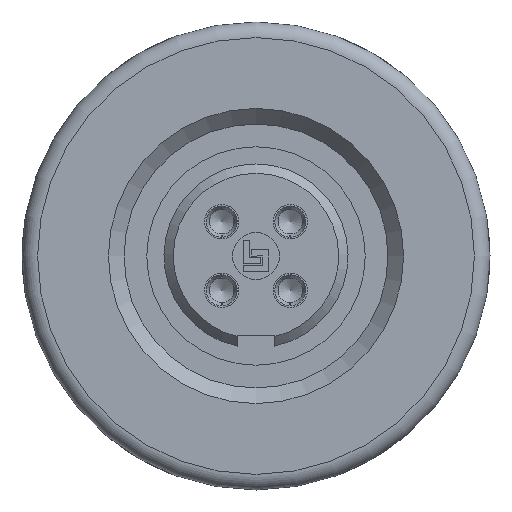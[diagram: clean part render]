
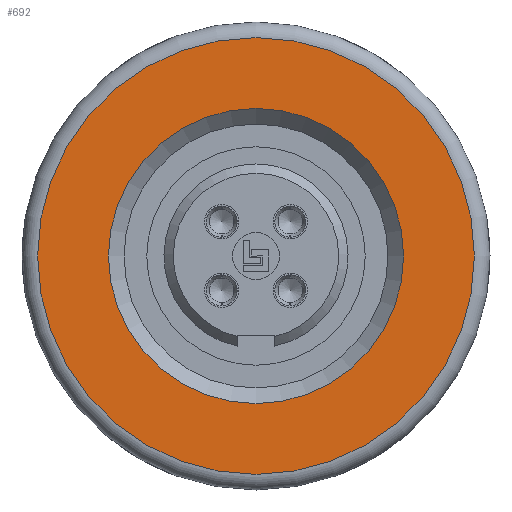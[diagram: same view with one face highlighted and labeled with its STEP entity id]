
A CAD part, left-side view. The second image highlights one B-rep face of the part: STEP entity #692.
In plain terms, the highlighted planar face has unit normal (-1, 0, 0).
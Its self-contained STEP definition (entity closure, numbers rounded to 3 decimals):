
#400=PLANE('',#3351);
#518=FACE_BOUND('',#1118,.T.);
#519=FACE_BOUND('',#1119,.T.);
#692=ADVANCED_FACE('',(#518,#519),#400,.T.);
#1118=EDGE_LOOP('',(#2107));
#1119=EDGE_LOOP('',(#2108));
#2107=ORIENTED_EDGE('',*,*,#2878,.T.);
#2108=ORIENTED_EDGE('',*,*,#2879,.T.);
#2497=VERTEX_POINT('',#5759);
#2498=VERTEX_POINT('',#5762);
#2878=EDGE_CURVE('',#2497,#2497,#3052,.T.);
#2879=EDGE_CURVE('',#2498,#2498,#3053,.T.);
#3052=CIRCLE('',#3348,4.73);
#3053=CIRCLE('',#3350,7.);
#3348=AXIS2_PLACEMENT_3D('',#5758,#4077,#4078);
#3350=AXIS2_PLACEMENT_3D('',#5761,#4081,#4082);
#3351=AXIS2_PLACEMENT_3D('',#5763,#4083,#4084);
#4077=DIRECTION('',(1.,0.,0.));
#4078=DIRECTION('',(0.,0.,1.));
#4081=DIRECTION('',(-1.,0.,0.));
#4082=DIRECTION('',(0.,0.,1.));
#4083=DIRECTION('',(-1.,0.,0.));
#4084=DIRECTION('',(0.,0.,1.));
#5758=CARTESIAN_POINT('',(-0.3,0.,0.));
#5759=CARTESIAN_POINT('',(-0.3,0.,4.73));
#5761=CARTESIAN_POINT('',(-0.3,0.,0.));
#5762=CARTESIAN_POINT('',(-0.3,0.,7.));
#5763=CARTESIAN_POINT('',(-0.3,0.,0.));
